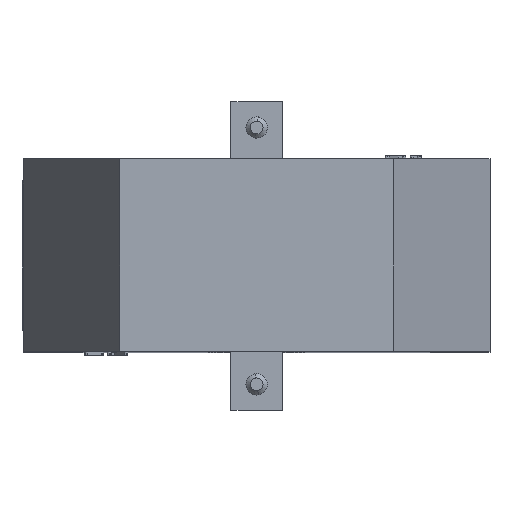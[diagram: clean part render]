
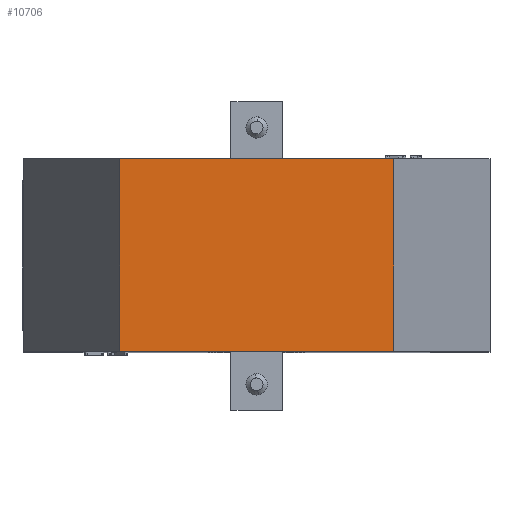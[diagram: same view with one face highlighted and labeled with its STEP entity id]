
A CAD part, top view. The second image highlights one B-rep face of the part: STEP entity #10706.
In plain terms, the highlighted face is planar.
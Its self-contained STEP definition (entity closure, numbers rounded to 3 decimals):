
#1688 = LINE ( 'NONE', #8937, #8139 ) ;
#1858 = VECTOR ( 'NONE', #9322, 1000. ) ;
#2613 = VECTOR ( 'NONE', #6075, 1000. ) ;
#2905 = FACE_OUTER_BOUND ( 'NONE', #7498, .T. ) ;
#3111 = CARTESIAN_POINT ( 'NONE',  ( 32., -88., -22.5 ) ) ;
#4419 = CARTESIAN_POINT ( 'NONE',  ( 32., -88., 22.5 ) ) ;
#4666 = CARTESIAN_POINT ( 'NONE',  ( -32., -88., -22.5 ) ) ;
#4792 = LINE ( 'NONE', #8086, #5042 ) ;
#4903 = LINE ( 'NONE', #5241, #2613 ) ;
#5042 = VECTOR ( 'NONE', #8051, 1000. ) ;
#5241 = CARTESIAN_POINT ( 'NONE',  ( -32., -88., 22.5 ) ) ;
#5557 = DIRECTION ( 'NONE',  ( -1., 0., 0. ) ) ;
#5602 = VERTEX_POINT ( 'NONE', #6743 ) ;
#5862 = EDGE_CURVE ( 'NONE', #9030, #10768, #8581, .T. ) ;
#6075 = DIRECTION ( 'NONE',  ( 0., 0., -1. ) ) ;
#6512 = ORIENTED_EDGE ( 'NONE', *, *, #10308, .T. ) ;
#6743 = CARTESIAN_POINT ( 'NONE',  ( -32., -88., 22.5 ) ) ;
#7088 = VERTEX_POINT ( 'NONE', #4666 ) ;
#7498 = EDGE_LOOP ( 'NONE', ( #6512, #9448, #9711, #8136 ) ) ;
#8051 = DIRECTION ( 'NONE',  ( 1., 0., 0. ) ) ;
#8086 = CARTESIAN_POINT ( 'NONE',  ( -32., -88., -22.5 ) ) ;
#8136 = ORIENTED_EDGE ( 'NONE', *, *, #8520, .T. ) ;
#8139 = VECTOR ( 'NONE', #9763, 1000. ) ;
#8489 = CARTESIAN_POINT ( 'NONE',  ( 32., -88., 22.5 ) ) ;
#8520 = EDGE_CURVE ( 'NONE', #5602, #7088, #4903, .T. ) ;
#8581 = LINE ( 'NONE', #8489, #1858 ) ;
#8865 = CARTESIAN_POINT ( 'NONE',  ( -32., -88., 22.5 ) ) ;
#8937 = CARTESIAN_POINT ( 'NONE',  ( -32., -88., 22.5 ) ) ;
#9030 = VERTEX_POINT ( 'NONE', #4419 ) ;
#9322 = DIRECTION ( 'NONE',  ( 0., 0., -1. ) ) ;
#9448 = ORIENTED_EDGE ( 'NONE', *, *, #5862, .F. ) ;
#9683 = PLANE ( 'NONE',  #10461 ) ;
#9711 = ORIENTED_EDGE ( 'NONE', *, *, #9837, .F. ) ;
#9763 = DIRECTION ( 'NONE',  ( 1., 0., 0. ) ) ;
#9837 = EDGE_CURVE ( 'NONE', #5602, #9030, #1688, .T. ) ;
#10308 = EDGE_CURVE ( 'NONE', #7088, #10768, #4792, .T. ) ;
#10461 = AXIS2_PLACEMENT_3D ( 'NONE', #8865, #10544, #5557 ) ;
#10544 = DIRECTION ( 'NONE',  ( 0., 1., 0. ) ) ;
#10706 = ADVANCED_FACE ( 'NONE', ( #2905 ), #9683, .F. ) ;
#10768 = VERTEX_POINT ( 'NONE', #3111 ) ;
